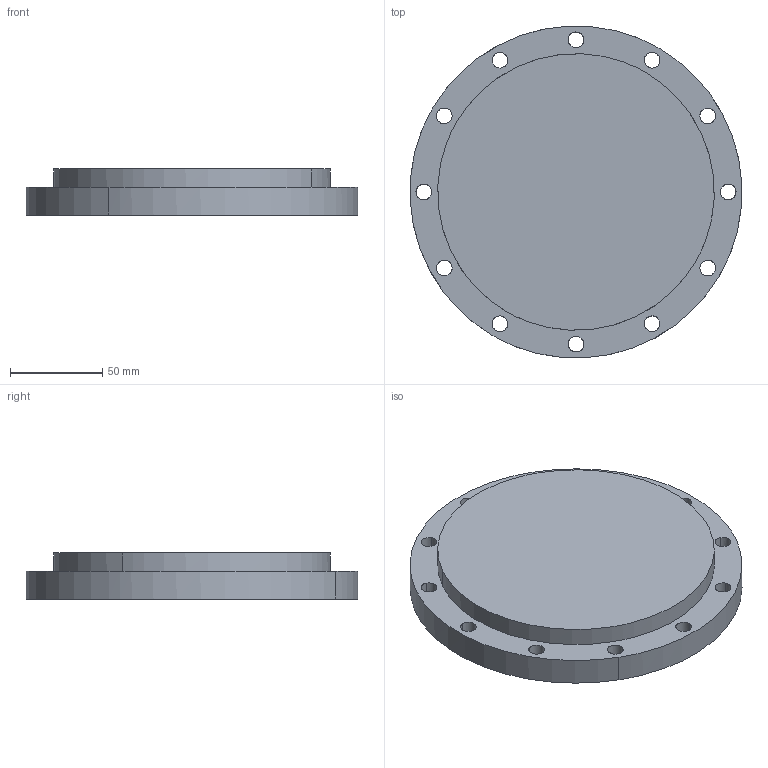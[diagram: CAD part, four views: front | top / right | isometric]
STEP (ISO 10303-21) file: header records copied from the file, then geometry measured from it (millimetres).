
FILE_DESCRIPTION (( 'STEP AP203' ), '1' );
FILE_NAME ('686-01 tapa inferior pote.STEP', '2021-07-21T18:58:51', ( '' ), ( '' ), 'SwSTEP 2.0', 'SolidWorks 2018', '' );
FILE_SCHEMA (( 'CONFIG_CONTROL_DESIGN' ));
Length unit declared in the file: millimetre
Products named in the file (1): 686-01 tapa inferior pote
Bounding box: 179.77 x 179.77 x 25 mm (x, y, z)
Volume: 549339.3 mm3; surface area: 67539.9 mm2
Topology: 1 solids, 1 shells, 31 faces, 204 edges, 176 vertices
Faces by surface type: bspline 31
Entity records: 3555 total; most frequent: CARTESIAN_POINT 2341, ORIENTED_EDGE 408, EDGE_CURVE 204, B_SPLINE_CURVE_WITH_KNOTS 196, VERTEX_POINT 176, EDGE_LOOP 56, ADVANCED_FACE 31, FACE_OUTER_BOUND 31
